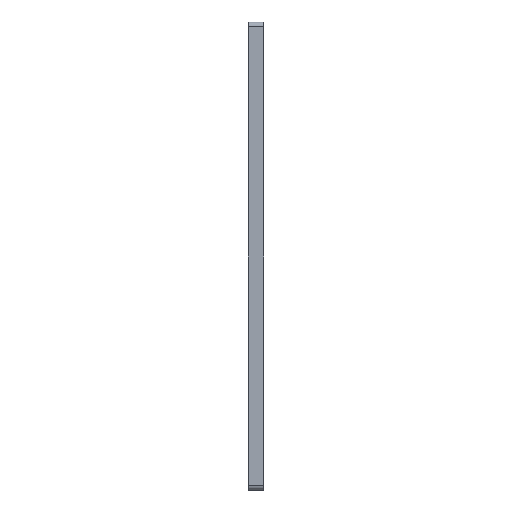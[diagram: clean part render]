
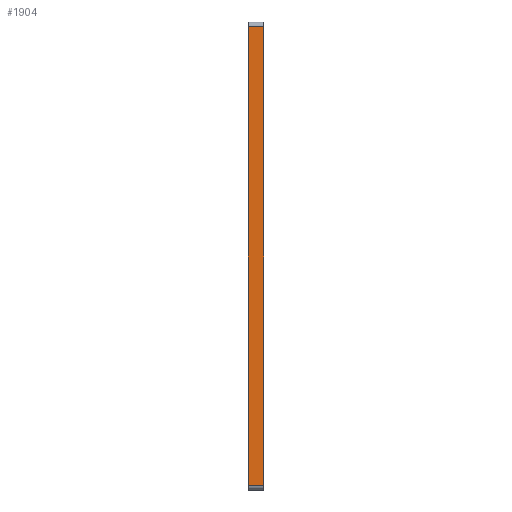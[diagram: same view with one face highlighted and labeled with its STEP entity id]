
A CAD part, left-side view. The second image highlights one B-rep face of the part: STEP entity #1904.
In plain terms, the highlighted planar face has unit normal (-1, 0, 0).
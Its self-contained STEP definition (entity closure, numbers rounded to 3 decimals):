
#18 = CARTESIAN_POINT ( 'NONE',  ( -48.5, 10., 48.5 ) ) ;
#44 = ORIENTED_EDGE ( 'NONE', *, *, #329, .T. ) ;
#126 = CARTESIAN_POINT ( 'NONE',  ( -48.5, 10., 45.5 ) ) ;
#175 = DIRECTION ( 'NONE',  ( -1., 0., 0. ) ) ;
#184 = VERTEX_POINT ( 'NONE', #477 ) ;
#221 = CARTESIAN_POINT ( 'NONE',  ( -48.5, 0., 48.5 ) ) ;
#252 = CARTESIAN_POINT ( 'NONE',  ( -48.5, 0., -245.5 ) ) ;
#275 = DIRECTION ( 'NONE',  ( 0., -1., 0. ) ) ;
#327 = CARTESIAN_POINT ( 'NONE',  ( -48.5, 0., 48.5 ) ) ;
#329 = EDGE_CURVE ( 'NONE', #184, #647, #1921, .T. ) ;
#477 = CARTESIAN_POINT ( 'NONE',  ( -48.5, 10., -245.5 ) ) ;
#503 = ORIENTED_EDGE ( 'NONE', *, *, #1424, .F. ) ;
#536 = EDGE_CURVE ( 'NONE', #647, #664, #738, .T. ) ;
#550 = DIRECTION ( 'NONE',  ( 0., 1., 0. ) ) ;
#647 = VERTEX_POINT ( 'NONE', #252 ) ;
#664 = VERTEX_POINT ( 'NONE', #699 ) ;
#699 = CARTESIAN_POINT ( 'NONE',  ( -48.5, 0., 45.5 ) ) ;
#705 = EDGE_LOOP ( 'NONE', ( #503, #44, #1220, #1170 ) ) ;
#738 = LINE ( 'NONE', #221, #1210 ) ;
#833 = CARTESIAN_POINT ( 'NONE',  ( -48.5, 0., -245.5 ) ) ;
#856 = VECTOR ( 'NONE', #550, 1000. ) ;
#1043 = CARTESIAN_POINT ( 'NONE',  ( -48.5, 0., 45.5 ) ) ;
#1090 = AXIS2_PLACEMENT_3D ( 'NONE', #327, #175, #1204 ) ;
#1117 = EDGE_CURVE ( 'NONE', #664, #1147, #1156, .T. ) ;
#1147 = VERTEX_POINT ( 'NONE', #126 ) ;
#1156 = LINE ( 'NONE', #1043, #856 ) ;
#1170 = ORIENTED_EDGE ( 'NONE', *, *, #1117, .T. ) ;
#1204 = DIRECTION ( 'NONE',  ( 0., 0., 1. ) ) ;
#1210 = VECTOR ( 'NONE', #1869, 1000. ) ;
#1220 = ORIENTED_EDGE ( 'NONE', *, *, #536, .T. ) ;
#1279 = LINE ( 'NONE', #18, #1442 ) ;
#1424 = EDGE_CURVE ( 'NONE', #184, #1147, #1279, .T. ) ;
#1442 = VECTOR ( 'NONE', #1706, 1000. ) ;
#1512 = PLANE ( 'NONE',  #1090 ) ;
#1632 = FACE_OUTER_BOUND ( 'NONE', #705, .T. ) ;
#1686 = VECTOR ( 'NONE', #275, 1000. ) ;
#1706 = DIRECTION ( 'NONE',  ( 0., 0., 1. ) ) ;
#1869 = DIRECTION ( 'NONE',  ( 0., 0., 1. ) ) ;
#1904 = ADVANCED_FACE ( 'NONE', ( #1632 ), #1512, .T. ) ;
#1921 = LINE ( 'NONE', #833, #1686 ) ;
